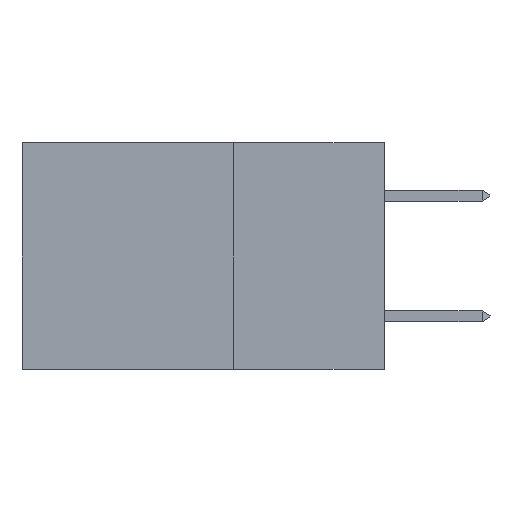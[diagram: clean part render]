
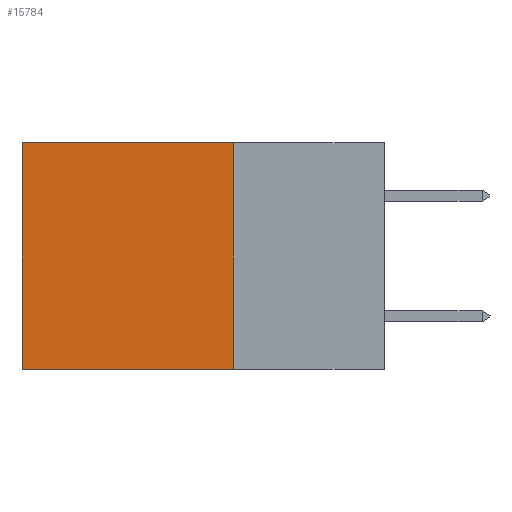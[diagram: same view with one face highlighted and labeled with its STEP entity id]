
A CAD part, left-side view. The second image highlights one B-rep face of the part: STEP entity #15784.
In plain terms, the highlighted planar face has unit normal (-1, 0, 0).
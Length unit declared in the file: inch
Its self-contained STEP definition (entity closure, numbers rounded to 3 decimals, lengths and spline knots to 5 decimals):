
#169 = CARTESIAN_POINT ( 'NONE',  ( 0.2875, 0.6, -0.375 ) ) ;
#218 = FACE_OUTER_BOUND ( 'NONE', #20332, .T. ) ;
#555 = ORIENTED_EDGE ( 'NONE', *, *, #3475, .F. ) ;
#1047 = ORIENTED_EDGE ( 'NONE', *, *, #16957, .T. ) ;
#1195 = VERTEX_POINT ( 'NONE', #1818 ) ;
#1328 = CARTESIAN_POINT ( 'NONE',  ( 0.2875, 0.25, -0.375 ) ) ;
#1818 = CARTESIAN_POINT ( 'NONE',  ( 0.2875, 0.6, 0. ) ) ;
#3148 = CARTESIAN_POINT ( 'NONE',  ( 0.2875, 0.25, -0.375 ) ) ;
#3475 = EDGE_CURVE ( 'NONE', #3477, #19218, #3699, .T. ) ;
#3477 = VERTEX_POINT ( 'NONE', #4582 ) ;
#3699 = LINE ( 'NONE', #14765, #11206 ) ;
#3930 = ORIENTED_EDGE ( 'NONE', *, *, #19647, .F. ) ;
#3959 = VECTOR ( 'NONE', #11668, 39.37008 ) ;
#4582 = CARTESIAN_POINT ( 'NONE',  ( 0.2875, 0.25, 0. ) ) ;
#6320 = CARTESIAN_POINT ( 'NONE',  ( 0.2875, 0.6, -0.375 ) ) ;
#6365 = DIRECTION ( 'NONE',  ( 0., 0., -1. ) ) ;
#6438 = PLANE ( 'NONE',  #20635 ) ;
#9405 = VERTEX_POINT ( 'NONE', #169 ) ;
#9827 = DIRECTION ( 'NONE',  ( 0., 0., -1. ) ) ;
#10905 = ORIENTED_EDGE ( 'NONE', *, *, #15365, .T. ) ;
#11206 = VECTOR ( 'NONE', #9827, 39.37008 ) ;
#11668 = DIRECTION ( 'NONE',  ( 0., 1., 0. ) ) ;
#11976 = LINE ( 'NONE', #13157, #3959 ) ;
#12976 = VECTOR ( 'NONE', #18319, 39.37008 ) ;
#13157 = CARTESIAN_POINT ( 'NONE',  ( 0.2875, 0.25, -0.375 ) ) ;
#14765 = CARTESIAN_POINT ( 'NONE',  ( 0.2875, 0.25, -0.375 ) ) ;
#15365 = EDGE_CURVE ( 'NONE', #3477, #1195, #18842, .T. ) ;
#15784 = ADVANCED_FACE ( 'NONE', ( #218 ), #6438, .F. ) ;
#16199 = VECTOR ( 'NONE', #18316, 39.37008 ) ;
#16957 = EDGE_CURVE ( 'NONE', #1195, #9405, #21439, .T. ) ;
#18316 = DIRECTION ( 'NONE',  ( 0., 1., 0. ) ) ;
#18319 = DIRECTION ( 'NONE',  ( 0., 0., -1. ) ) ;
#18842 = LINE ( 'NONE', #21882, #16199 ) ;
#19218 = VERTEX_POINT ( 'NONE', #3148 ) ;
#19647 = EDGE_CURVE ( 'NONE', #19218, #9405, #11976, .T. ) ;
#19771 = DIRECTION ( 'NONE',  ( 1., 0., 0. ) ) ;
#20332 = EDGE_LOOP ( 'NONE', ( #1047, #3930, #555, #10905 ) ) ;
#20635 = AXIS2_PLACEMENT_3D ( 'NONE', #1328, #19771, #6365 ) ;
#21439 = LINE ( 'NONE', #6320, #12976 ) ;
#21882 = CARTESIAN_POINT ( 'NONE',  ( 0.2875, 0.25, 0. ) ) ;
